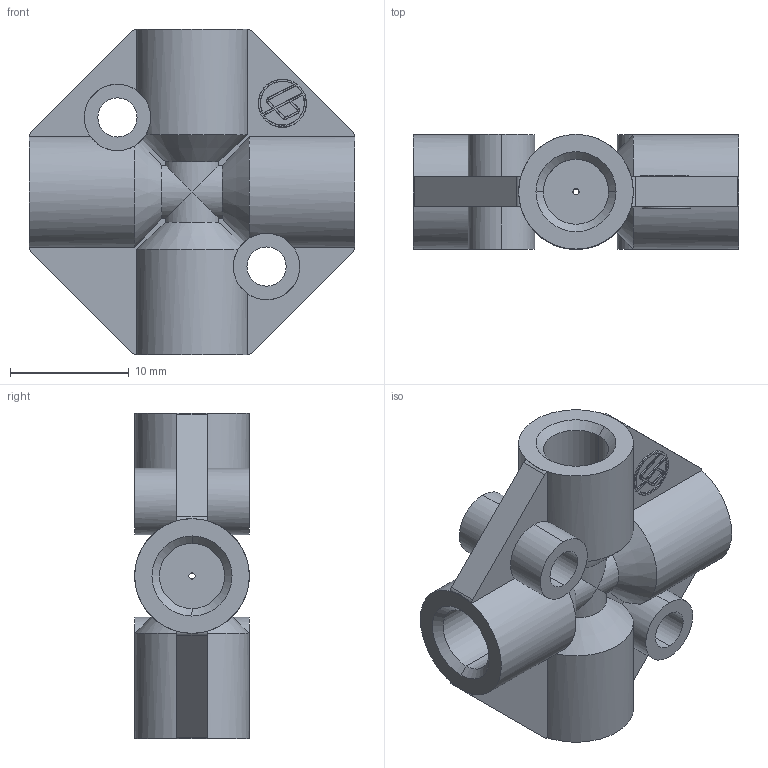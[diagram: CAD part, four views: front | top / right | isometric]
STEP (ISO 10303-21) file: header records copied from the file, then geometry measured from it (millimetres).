
FILE_DESCRIPTION (( 'STEP AP214' ), '1' );
FILE_NAME ('P-722-01.STEP', '2017-02-13T16:56:13', ( '' ), ( '' ), 'SwSTEP 2.0', 'SolidWorks 2015', '' );
FILE_SCHEMA (( 'AUTOMOTIVE_DESIGN' ));
Length unit declared in the file: inch
Products named in the file (1): P-722-01
Bounding box: 27.43 x 9.65 x 27.43 mm (x, y, z)
Volume: 2836.2 mm3; surface area: 2904.5 mm2
Topology: 1 solids, 1 shells, 220 faces, 550 edges, 344 vertices
Faces by surface type: cylinder 108, plane 68, torus 28, cone 16
Entity records: 7354 total; most frequent: CARTESIAN_POINT 1759, DIRECTION 1120, ORIENTED_EDGE 1100, EDGE_CURVE 550, AXIS2_PLACEMENT_3D 441, VERTEX_POINT 344, EDGE_LOOP 242, LINE 238
